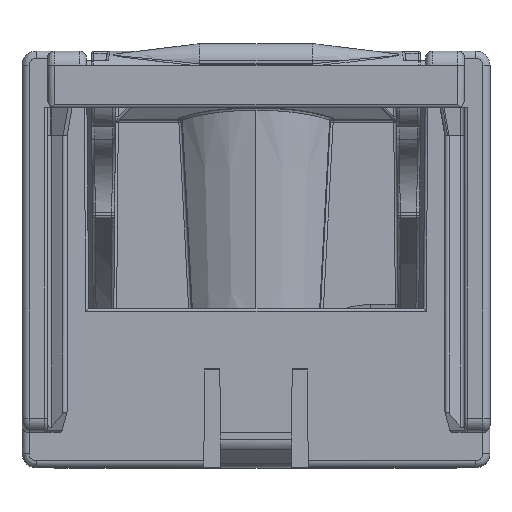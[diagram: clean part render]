
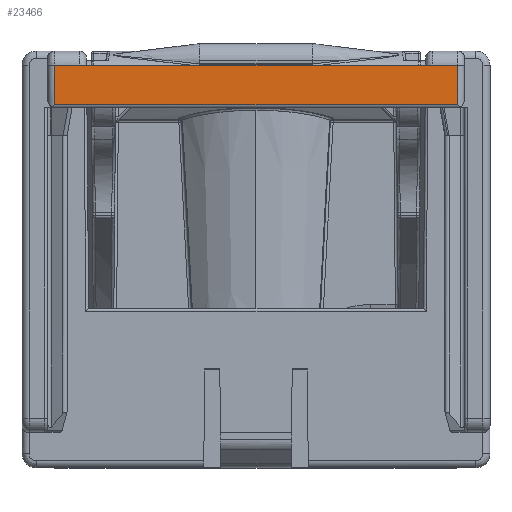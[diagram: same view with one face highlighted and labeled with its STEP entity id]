
A CAD part, top view. The second image highlights one B-rep face of the part: STEP entity #23466.
In plain terms, the highlighted planar face has unit normal (0, -0.009, 1).
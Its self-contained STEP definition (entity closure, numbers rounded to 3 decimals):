
#1483 = DIRECTION ( 'NONE',  ( 0.009, -1., -0.009 ) ) ;
#2122 = AXIS2_PLACEMENT_3D ( 'NONE', #47365, #10989, #53428 ) ;
#3469 = ORIENTED_EDGE ( 'NONE', *, *, #44505, .T. ) ;
#3774 = CARTESIAN_POINT ( 'NONE',  ( 14.242, 25.698, 14.267 ) ) ;
#7282 = ORIENTED_EDGE ( 'NONE', *, *, #27254, .T. ) ;
#7765 = CARTESIAN_POINT ( 'NONE',  ( -14.266, 28.491, 14.291 ) ) ;
#8217 = CARTESIAN_POINT ( 'NONE',  ( 14.266, 28.491, 14.291 ) ) ;
#10007 = CARTESIAN_POINT ( 'NONE',  ( 14.259, 27.653, 14.284 ) ) ;
#10989 = DIRECTION ( 'NONE',  ( 0., -0.009, 1. ) ) ;
#12425 = EDGE_LOOP ( 'NONE', ( #14427, #7282, #3469, #28248 ) ) ;
#12518 = LINE ( 'NONE', #54351, #59031 ) ;
#14427 = ORIENTED_EDGE ( 'NONE', *, *, #15182, .T. ) ;
#14555 = CARTESIAN_POINT ( 'NONE',  ( -197.433, 28.491, 14.291 ) ) ;
#14852 = CARTESIAN_POINT ( 'NONE',  ( -14.242, 25.698, 14.267 ) ) ;
#15182 = EDGE_CURVE ( 'NONE', #29769, #71562, #22809, .T. ) ;
#16822 = PLANE ( 'NONE',  #2122 ) ;
#17039 = VECTOR ( 'NONE', #63074, 1000. ) ;
#22809 = LINE ( 'NONE', #55895, #53174 ) ;
#23466 = ADVANCED_FACE ( 'NONE', ( #29174 ), #16822, .T. ) ;
#24102 = DIRECTION ( 'NONE',  ( 1., 0., 0. ) ) ;
#27254 = EDGE_CURVE ( 'NONE', #71562, #28609, #12518, .T. ) ;
#28046 = DIRECTION ( 'NONE',  ( 0.009, 1., 0.009 ) ) ;
#28248 = ORIENTED_EDGE ( 'NONE', *, *, #45908, .T. ) ;
#28609 = VERTEX_POINT ( 'NONE', #3774 ) ;
#29174 = FACE_OUTER_BOUND ( 'NONE', #12425, .T. ) ;
#29769 = VERTEX_POINT ( 'NONE', #7765 ) ;
#43898 = VERTEX_POINT ( 'NONE', #8217 ) ;
#44505 = EDGE_CURVE ( 'NONE', #28609, #43898, #45025, .T. ) ;
#45025 = LINE ( 'NONE', #10007, #75363 ) ;
#45908 = EDGE_CURVE ( 'NONE', #43898, #29769, #65460, .T. ) ;
#47365 = CARTESIAN_POINT ( 'NONE',  ( -197.433, 29.5, 14.3 ) ) ;
#53174 = VECTOR ( 'NONE', #1483, 1000. ) ;
#53428 = DIRECTION ( 'NONE',  ( 0., -1., -0.009 ) ) ;
#54351 = CARTESIAN_POINT ( 'NONE',  ( -197.433, 25.698, 14.267 ) ) ;
#55895 = CARTESIAN_POINT ( 'NONE',  ( -14.289, 31.098, 14.314 ) ) ;
#59031 = VECTOR ( 'NONE', #24102, 1000. ) ;
#63074 = DIRECTION ( 'NONE',  ( -1., 0., 0. ) ) ;
#65460 = LINE ( 'NONE', #14555, #17039 ) ;
#71562 = VERTEX_POINT ( 'NONE', #14852 ) ;
#75363 = VECTOR ( 'NONE', #28046, 1000. ) ;
